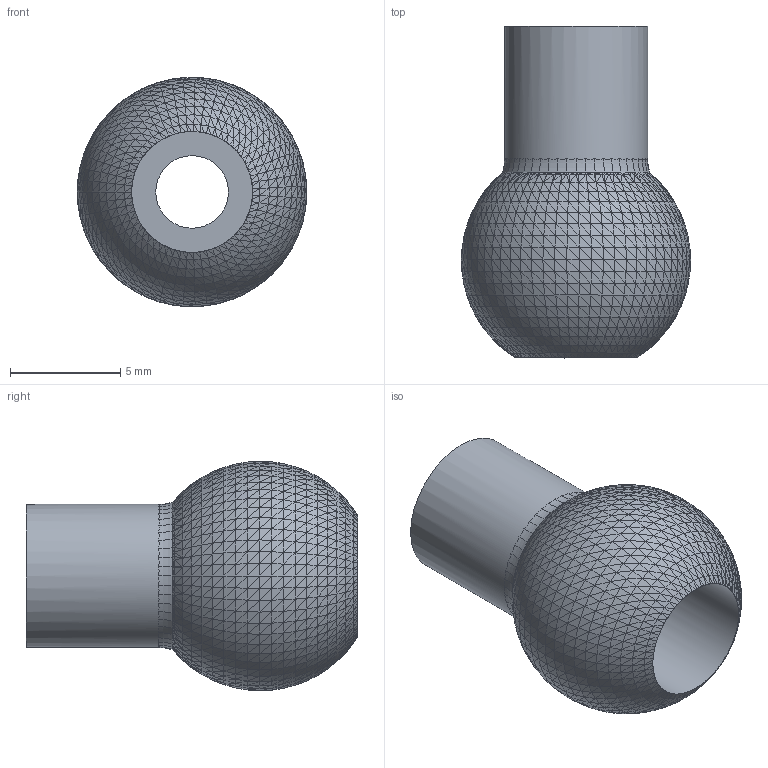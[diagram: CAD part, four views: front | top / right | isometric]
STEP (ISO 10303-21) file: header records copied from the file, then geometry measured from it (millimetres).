
FILE_DESCRIPTION(/* description */ (''),/* implementation_level */ '2;1');
FILE_NAME(/* name */ 'V0_Picam.step',/* time_stamp */ '2024-02-29T13:51:12-06:00',/* author */ (''),/* organization */ (''),/* preprocessor_version */ 'ST-DEVELOPER v20',/* originating_system */ 'Autodesk Translation Framework v12.20.1.177',/* authorisation */ '');
FILE_SCHEMA (('AUTOMOTIVE_DESIGN { 1 0 10303 214 3 1 1 }'));
Length unit declared in the file: millimetre
Products named in the file (1): Untitled
Bounding box: 10.42 x 15.08 x 10.43 mm (x, y, z)
Volume: 483.4 mm3; surface area: 684.3 mm2
Topology: 1 solids, 1 shells, 2378 faces, 3705 edges, 1329 vertices
Faces by surface type: plane 2327, bspline 48, cylinder 3
Full cylindrical faces by diameter (mm): 3.3 x1, 5.5 x1, 6.5 x1
Entity records: 49005 total; most frequent: CARTESIAN_POINT 8971, DIRECTION 8393, ORIENTED_EDGE 7410, EDGE_CURVE 3705, LINE 3485, VECTOR 3485, AXIS2_PLACEMENT_3D 2454, EDGE_LOOP 2380
